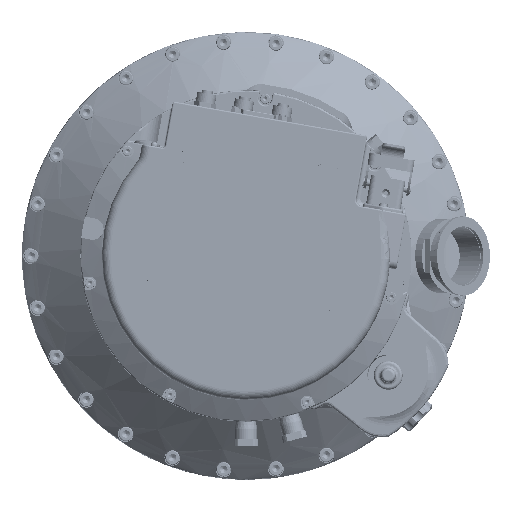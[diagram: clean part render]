
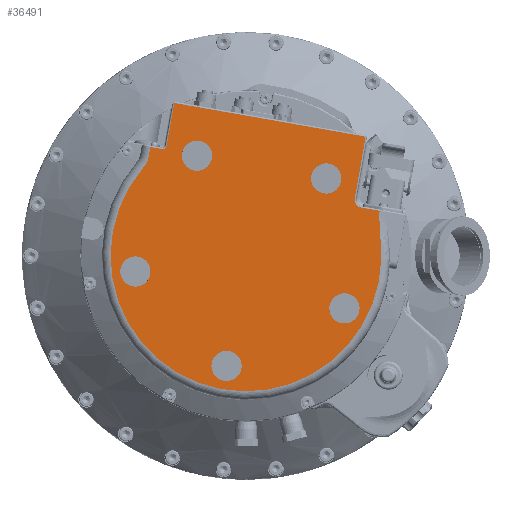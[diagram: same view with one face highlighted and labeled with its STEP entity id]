
A CAD part, front view. The second image highlights one B-rep face of the part: STEP entity #36491.
In plain terms, the highlighted planar face has unit normal (0, -1, 0).
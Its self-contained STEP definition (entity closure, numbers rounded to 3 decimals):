
#31062=CARTESIAN_POINT('',(83.145,-79.5,82.82));
#31063=VERTEX_POINT('',#31062);
#31089=CARTESIAN_POINT('',(-49.804,-79.5,106.263));
#31090=VERTEX_POINT('',#31089);
#31098=CARTESIAN_POINT('',(83.145,-79.5,82.82));
#31099=DIRECTION('',(-0.985,0.0,0.174));
#31100=VECTOR('',#31099,135.);
#31101=LINE('',#31098,#31100);
#31102=EDGE_CURVE('',#31063,#31090,#31101,.T.);
#31950=CARTESIAN_POINT('',(-66.368,-79.5,75.674));
#31951=VERTEX_POINT('',#31950);
#31994=CARTESIAN_POINT('',(-67.531,-79.5,69.077));
#31995=VERTEX_POINT('',#31994);
#32003=CARTESIAN_POINT('',(-66.368,-79.5,75.674));
#32004=DIRECTION('',(-0.174,0.0,-0.985));
#32005=VECTOR('',#32004,6.699);
#32006=LINE('',#32003,#32005);
#32007=EDGE_CURVE('',#31951,#31995,#32006,.T.);
#32026=CARTESIAN_POINT('',(-71.173,-79.5,61.403));
#32027=VERTEX_POINT('',#32026);
#32035=CARTESIAN_POINT('',(-83.288,-79.5,71.855));
#32036=DIRECTION('',(0.,1.,0.));
#32037=DIRECTION('',(-0.985,0.,0.174));
#32038=AXIS2_PLACEMENT_3D('',#32035,#32036,#32037);
#32039=CIRCLE('',#32038,16.0);
#32040=EDGE_CURVE('',#31995,#32027,#32039,.T.);
#32060=CARTESIAN_POINT('',(93.978,-79.5,-2.033));
#32061=VERTEX_POINT('',#32060);
#32069=CARTESIAN_POINT('',(0.,-79.5,0.));
#32070=DIRECTION('',(0.,-1.0,0.));
#32071=DIRECTION('',(-0.985,0.,0.174));
#32072=AXIS2_PLACEMENT_3D('',#32069,#32070,#32071);
#32073=CIRCLE('',#32072,94.);
#32074=EDGE_CURVE('',#32027,#32061,#32073,.T.);
#32137=CARTESIAN_POINT('',(92.924,-79.5,31.34));
#32138=VERTEX_POINT('',#32137);
#32151=CARTESIAN_POINT('',(93.978,-79.5,-2.033));
#32152=CARTESIAN_POINT('',(94.099,-79.5,3.552));
#32153=CARTESIAN_POINT('',(93.753,-79.5,9.128));
#32154=CARTESIAN_POINT('',(93.036,-79.5,17.466));
#32155=CARTESIAN_POINT('',(92.762,-79.5,20.244));
#32156=CARTESIAN_POINT('',(92.493,-79.5,24.419));
#32157=CARTESIAN_POINT('',(92.427,-79.5,25.815));
#32158=CARTESIAN_POINT('',(92.455,-79.5,28.593));
#32159=CARTESIAN_POINT('',(92.503,-79.5,29.98));
#32160=CARTESIAN_POINT('',(92.924,-79.5,31.34));
#32161=B_SPLINE_CURVE_WITH_KNOTS('',3,(#32151,#32152,#32153,#32154,#32155,#32156,#32157,#32158,#32159,#32160),.UNSPECIFIED.,.F.,.U.,(4,2,2,2,4),(0.0,0.5,0.75,0.875,1.0),.UNSPECIFIED.);
#32162=EDGE_CURVE('',#32061,#32138,#32161,.T.);
#32229=CARTESIAN_POINT('',(-58.489,-79.5,74.285));
#32230=VERTEX_POINT('',#32229);
#32231=CARTESIAN_POINT('',(-58.489,-79.5,74.285));
#32232=DIRECTION('',(-0.985,0.0,0.174));
#32233=VECTOR('',#32232,8.);
#32234=LINE('',#32231,#32233);
#32235=EDGE_CURVE('',#32230,#31951,#32234,.T.);
#32252=CARTESIAN_POINT('',(-55.014,-79.5,76.719));
#32253=VERTEX_POINT('',#32252);
#32271=CARTESIAN_POINT('',(-57.968,-79.5,77.24));
#32272=DIRECTION('',(0.,1.,0.));
#32273=DIRECTION('',(-0.985,0.,0.174));
#32274=AXIS2_PLACEMENT_3D('',#32271,#32272,#32273);
#32275=CIRCLE('',#32274,3.);
#32276=EDGE_CURVE('',#32253,#32230,#32275,.T.);
#32286=CARTESIAN_POINT('',(-49.804,-79.5,106.263));
#32287=DIRECTION('',(-0.174,0.,-0.985));
#32288=VECTOR('',#32287,30.);
#32289=LINE('',#32286,#32288);
#32290=EDGE_CURVE('',#31090,#32253,#32289,.T.);
#33085=CARTESIAN_POINT('',(-87.086,-79.5,-8.963));
#33086=VERTEX_POINT('',#33085);
#33087=CARTESIAN_POINT('',(-76.746,-79.5,-10.786));
#33088=DIRECTION('',(0.,-1.0,0.));
#33089=DIRECTION('',(-0.985,0.,0.174));
#33090=AXIS2_PLACEMENT_3D('',#33087,#33088,#33089);
#33091=CIRCLE('',#33090,10.5);
#33092=EDGE_CURVE('',#33086,#33086,#33091,.T.);
#33125=CARTESIAN_POINT('',(-44.314,-79.5,71.48));
#33126=VERTEX_POINT('',#33125);
#33127=CARTESIAN_POINT('',(-33.974,-79.5,69.657));
#33128=DIRECTION('',(0.,-1.0,0.));
#33129=DIRECTION('',(-0.985,0.,0.174));
#33130=AXIS2_PLACEMENT_3D('',#33127,#33128,#33129);
#33131=CIRCLE('',#33130,10.5);
#33132=EDGE_CURVE('',#33126,#33126,#33131,.T.);
#33165=CARTESIAN_POINT('',(45.408,-79.5,55.659));
#33166=VERTEX_POINT('',#33165);
#33167=CARTESIAN_POINT('',(55.749,-79.5,53.836));
#33168=DIRECTION('',(0.,-1.0,0.));
#33169=DIRECTION('',(-0.985,0.,0.174));
#33170=AXIS2_PLACEMENT_3D('',#33167,#33168,#33169);
#33171=CIRCLE('',#33170,10.5);
#33172=EDGE_CURVE('',#33166,#33166,#33171,.T.);
#33205=CARTESIAN_POINT('',(58.088,-79.5,-34.561));
#33206=VERTEX_POINT('',#33205);
#33207=CARTESIAN_POINT('',(68.428,-79.5,-36.384));
#33208=DIRECTION('',(0.,-1.0,0.));
#33209=DIRECTION('',(-0.985,0.,0.174));
#33210=AXIS2_PLACEMENT_3D('',#33207,#33208,#33209);
#33211=CIRCLE('',#33210,10.5);
#33212=EDGE_CURVE('',#33206,#33206,#33211,.T.);
#33282=CARTESIAN_POINT('',(-23.798,-79.5,-74.499));
#33283=VERTEX_POINT('',#33282);
#33284=CARTESIAN_POINT('',(-13.458,-79.5,-76.323));
#33285=DIRECTION('',(0.,-1.0,0.));
#33286=DIRECTION('',(-0.985,0.,0.174));
#33287=AXIS2_PLACEMENT_3D('',#33284,#33285,#33286);
#33288=CIRCLE('',#33287,10.5);
#33289=EDGE_CURVE('',#33283,#33283,#33288,.T.);
#35222=CARTESIAN_POINT('',(75.591,-79.5,39.981));
#35223=VERTEX_POINT('',#35222);
#35224=CARTESIAN_POINT('',(75.591,-79.5,39.981));
#35225=DIRECTION('',(0.174,0.,0.985));
#35226=VECTOR('',#35225,43.5);
#35227=LINE('',#35224,#35226);
#35228=EDGE_CURVE('',#35223,#31063,#35227,.T.);
#35245=CARTESIAN_POINT('',(80.052,-79.5,33.61));
#35246=VERTEX_POINT('',#35245);
#35264=CARTESIAN_POINT('',(81.007,-79.5,39.026));
#35265=DIRECTION('',(0.,1.0,0.));
#35266=DIRECTION('',(-0.985,0.,0.174));
#35267=AXIS2_PLACEMENT_3D('',#35264,#35265,#35266);
#35268=CIRCLE('',#35267,5.5);
#35269=EDGE_CURVE('',#35246,#35223,#35268,.T.);
#35279=CARTESIAN_POINT('',(92.924,-79.5,31.34));
#35280=DIRECTION('',(-0.985,0.0,0.174));
#35281=VECTOR('',#35280,13.07);
#35282=LINE('',#35279,#35281);
#35283=EDGE_CURVE('',#32138,#35246,#35282,.T.);
#36458=CARTESIAN_POINT('',(-50.615,-79.5,107.421));
#36459=DIRECTION('',(0.0,-1.0,0.0));
#36460=DIRECTION('',(0.0,0.0,-1.0));
#36461=AXIS2_PLACEMENT_3D('',#36458,#36459,#36460);
#36462=PLANE('',#36461);
#36463=ORIENTED_EDGE('',*,*,#35228,.T.);
#36464=ORIENTED_EDGE('',*,*,#31102,.T.);
#36465=ORIENTED_EDGE('',*,*,#32290,.T.);
#36466=ORIENTED_EDGE('',*,*,#32276,.T.);
#36467=ORIENTED_EDGE('',*,*,#32235,.T.);
#36468=ORIENTED_EDGE('',*,*,#32007,.T.);
#36469=ORIENTED_EDGE('',*,*,#32040,.T.);
#36470=ORIENTED_EDGE('',*,*,#32074,.T.);
#36471=ORIENTED_EDGE('',*,*,#32162,.T.);
#36472=ORIENTED_EDGE('',*,*,#35283,.T.);
#36473=ORIENTED_EDGE('',*,*,#35269,.T.);
#36474=EDGE_LOOP('',(#36463,#36464,#36465,#36466,#36467,#36468,#36469,#36470,#36471,#36472,#36473));
#36475=FACE_OUTER_BOUND('',#36474,.T.);
#36476=ORIENTED_EDGE('',*,*,#33092,.F.);
#36477=EDGE_LOOP('',(#36476));
#36478=FACE_BOUND('',#36477,.T.);
#36479=ORIENTED_EDGE('',*,*,#33132,.F.);
#36480=EDGE_LOOP('',(#36479));
#36481=FACE_BOUND('',#36480,.T.);
#36482=ORIENTED_EDGE('',*,*,#33172,.F.);
#36483=EDGE_LOOP('',(#36482));
#36484=FACE_BOUND('',#36483,.T.);
#36485=ORIENTED_EDGE('',*,*,#33212,.F.);
#36486=EDGE_LOOP('',(#36485));
#36487=FACE_BOUND('',#36486,.T.);
#36488=ORIENTED_EDGE('',*,*,#33289,.F.);
#36489=EDGE_LOOP('',(#36488));
#36490=FACE_BOUND('',#36489,.T.);
#36491=ADVANCED_FACE('',(#36475,#36478,#36481,#36484,#36487,#36490),#36462,.T.);
